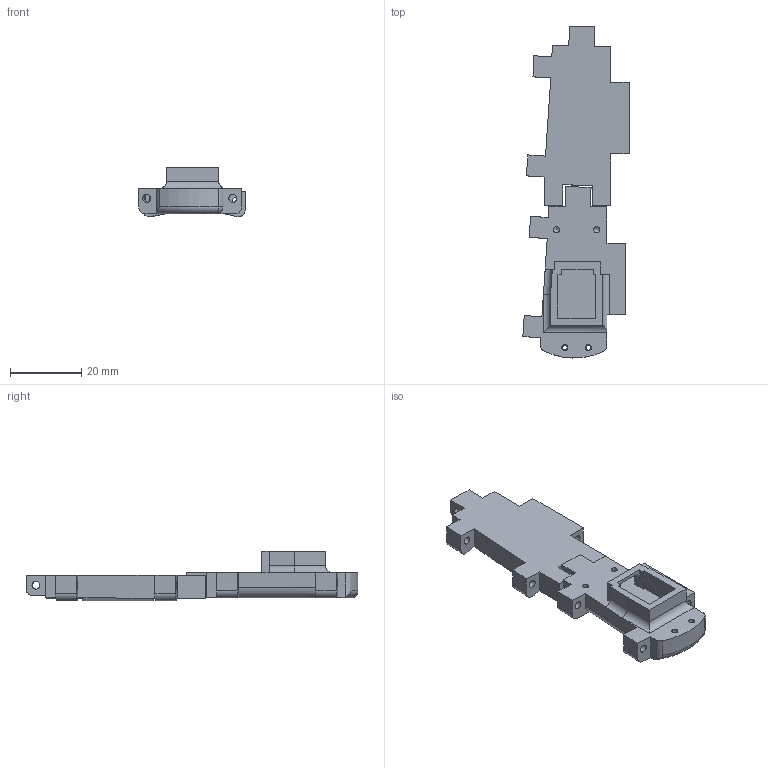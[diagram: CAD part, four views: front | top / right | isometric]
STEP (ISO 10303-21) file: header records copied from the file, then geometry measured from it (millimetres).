
FILE_DESCRIPTION(/* description */ (''),/* implementation_level */ '2;1');
FILE_NAME(/* name */ 'Braceend.iam.stp',/* time_stamp */ '2021-06-20T10:03:34-05:00',/* author */ ('svale'),/* organization */ (''),/* preprocessor_version */ 'ST-DEVELOPER v18.1',/* originating_system */ 'Autodesk Inventor 2021',/* authorisation */ '');
FILE_SCHEMA (('AUTOMOTIVE_DESIGN { 1 0 10303 214 3 1 1 }'));
Length unit declared in the file: millimetre
Products named in the file (3): Braceend; BraceletPOTV5; BraceletMountFlatV1
Assembly tree (2 placements, depth 2):
  Braceend
    BraceletPOTV5
    BraceletMountFlatV1
Bounding box: 29.79 x 92.98 x 13.92 mm (x, y, z)
Volume: 12435.1 mm3; surface area: 7072.1 mm2
Topology: 2 solids, 2 shells, 107 faces, 331 edges, 235 vertices
Faces by surface type: plane 67, cylinder 32, cone 4, bspline 2, torus 1, sphere 1
Full cylindrical faces by diameter (mm): 1.713 x4, 2.2 x8
Entity records: 3984 total; most frequent: CARTESIAN_POINT 846, ORIENTED_EDGE 632, DIRECTION 627, EDGE_CURVE 316, VERTEX_POINT 213, AXIS2_PLACEMENT_3D 212, LINE 203, VECTOR 203
